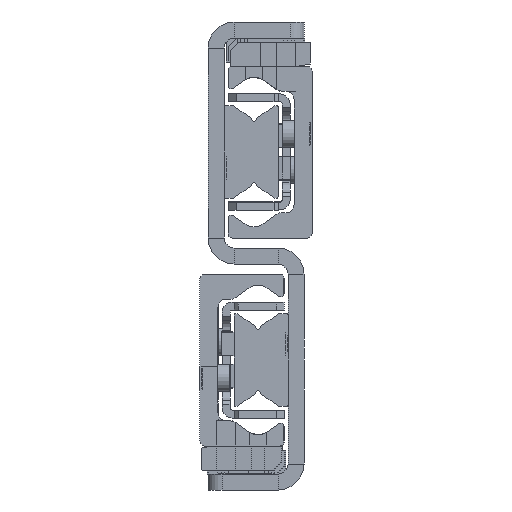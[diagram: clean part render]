
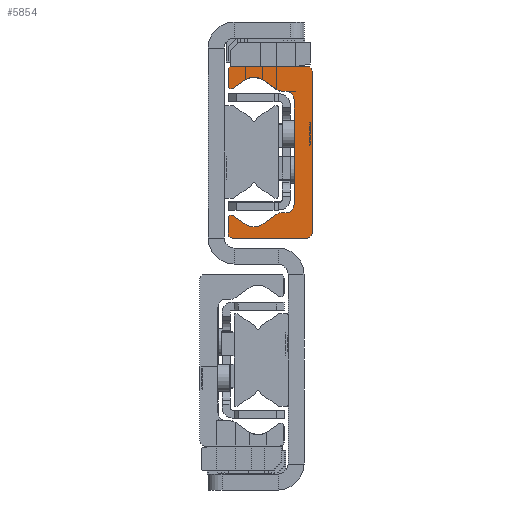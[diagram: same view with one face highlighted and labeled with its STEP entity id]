
A CAD part, left-side view. The second image highlights one B-rep face of the part: STEP entity #5854.
In plain terms, the highlighted planar face has unit normal (-1, 0, 0).
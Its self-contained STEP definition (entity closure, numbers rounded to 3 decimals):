
#4628=CARTESIAN_POINT('',(0.0,6.,-13.2));
#4629=VERTEX_POINT('',#4628);
#4636=CARTESIAN_POINT('',(0.0,4.,-15.2));
#4637=VERTEX_POINT('',#4636);
#4638=CARTESIAN_POINT('',(0.0,4.,-13.2));
#4639=DIRECTION('',(-1.0,0.0,0.0));
#4640=DIRECTION('',(0.0,0.0,1.0));
#4641=AXIS2_PLACEMENT_3D('',#4638,#4639,#4640);
#4642=CIRCLE('',#4641,2.);
#4643=EDGE_CURVE('',#4629,#4637,#4642,.T.);
#4692=CARTESIAN_POINT('',(0.0,2.869,-15.2));
#4693=VERTEX_POINT('',#4692);
#4694=CARTESIAN_POINT('',(0.0,4.,-15.2));
#4695=DIRECTION('',(0.0,-1.0,0.0));
#4696=VECTOR('',#4695,1.131);
#4697=LINE('',#4694,#4696);
#4698=EDGE_CURVE('',#4637,#4693,#4697,.T.);
#4741=CARTESIAN_POINT('',(0.0,1.722,-15.562));
#4742=VERTEX_POINT('',#4741);
#4743=CARTESIAN_POINT('',(0.0,2.869,-17.2));
#4744=DIRECTION('',(1.0,0.0,0.0));
#4745=DIRECTION('',(0.0,0.0,1.0));
#4746=AXIS2_PLACEMENT_3D('',#4743,#4744,#4745);
#4747=CIRCLE('',#4746,2.0);
#4748=EDGE_CURVE('',#4693,#4742,#4747,.T.);
#4947=CARTESIAN_POINT('',(0.0,10.5,20.25));
#4948=VERTEX_POINT('',#4947);
#4955=CARTESIAN_POINT('',(0.0,9.25,21.5));
#4956=VERTEX_POINT('',#4955);
#4957=CARTESIAN_POINT('',(0.0,9.25,20.25));
#4958=DIRECTION('',(1.0,0.0,0.0));
#4959=DIRECTION('',(0.0,1.0,0.0));
#4960=AXIS2_PLACEMENT_3D('',#4957,#4958,#4959);
#4961=CIRCLE('',#4960,1.25);
#4962=EDGE_CURVE('',#4948,#4956,#4961,.T.);
#4986=CARTESIAN_POINT('',(0.0,10.5,-20.25));
#4987=VERTEX_POINT('',#4986);
#4994=CARTESIAN_POINT('',(0.0,10.5,-20.25));
#4995=DIRECTION('',(0.0,0.0,1.0));
#4996=VECTOR('',#4995,40.5);
#4997=LINE('',#4994,#4996);
#4998=EDGE_CURVE('',#4987,#4948,#4997,.T.);
#5072=CARTESIAN_POINT('',(0.0,9.25,-21.5));
#5073=VERTEX_POINT('',#5072);
#5080=CARTESIAN_POINT('',(0.0,9.25,-20.25));
#5081=DIRECTION('',(1.0,0.0,0.0));
#5082=DIRECTION('',(0.0,0.0,-1.0));
#5083=AXIS2_PLACEMENT_3D('',#5080,#5081,#5082);
#5084=CIRCLE('',#5083,1.25);
#5085=EDGE_CURVE('',#5073,#4987,#5084,.T.);
#5104=CARTESIAN_POINT('',(0.0,-9.5,-21.5));
#5105=VERTEX_POINT('',#5104);
#5112=CARTESIAN_POINT('',(0.0,-9.5,-21.5));
#5113=DIRECTION('',(0.0,1.0,0.0));
#5114=VECTOR('',#5113,18.75);
#5115=LINE('',#5112,#5114);
#5116=EDGE_CURVE('',#5105,#5073,#5115,.T.);
#5148=CARTESIAN_POINT('',(0.0,-10.5,-20.5));
#5149=VERTEX_POINT('',#5148);
#5156=CARTESIAN_POINT('',(0.0,-9.5,-20.5));
#5157=DIRECTION('',(1.0,0.0,0.0));
#5158=DIRECTION('',(0.0,-1.0,0.0));
#5159=AXIS2_PLACEMENT_3D('',#5156,#5157,#5158);
#5160=CIRCLE('',#5159,1.);
#5161=EDGE_CURVE('',#5149,#5105,#5160,.T.);
#5180=CARTESIAN_POINT('',(0.0,-10.5,-16.65));
#5181=VERTEX_POINT('',#5180);
#5188=CARTESIAN_POINT('',(0.0,-10.5,-16.65));
#5189=DIRECTION('',(0.0,0.0,-1.0));
#5190=VECTOR('',#5189,3.85);
#5191=LINE('',#5188,#5190);
#5192=EDGE_CURVE('',#5181,#5149,#5191,.T.);
#5212=CARTESIAN_POINT('',(0.0,-9.162,-15.954));
#5213=VERTEX_POINT('',#5212);
#5220=CARTESIAN_POINT('',(0.0,-9.65,-16.65));
#5221=DIRECTION('',(1.0,0.0,0.0));
#5222=DIRECTION('',(0.0,0.574,0.819));
#5223=AXIS2_PLACEMENT_3D('',#5220,#5221,#5222);
#5224=CIRCLE('',#5223,0.85);
#5225=EDGE_CURVE('',#5213,#5181,#5224,.T.);
#5244=CARTESIAN_POINT('',(0.0,-6.294,-17.962));
#5245=VERTEX_POINT('',#5244);
#5252=CARTESIAN_POINT('',(0.0,-6.294,-17.962));
#5253=DIRECTION('',(0.0,-0.819,0.574));
#5254=VECTOR('',#5253,3.501);
#5255=LINE('',#5252,#5254);
#5256=EDGE_CURVE('',#5245,#5213,#5255,.T.);
#5276=CARTESIAN_POINT('',(0.0,-1.706,-17.962));
#5277=VERTEX_POINT('',#5276);
#5284=CARTESIAN_POINT('',(0.0,-4.,-14.685));
#5285=DIRECTION('',(-1.0,0.0,0.0));
#5286=DIRECTION('',(0.0,0.574,0.819));
#5287=AXIS2_PLACEMENT_3D('',#5284,#5285,#5286);
#5288=CIRCLE('',#5287,4.0);
#5289=EDGE_CURVE('',#5277,#5245,#5288,.T.);
#5315=CARTESIAN_POINT('',(0.0,1.722,-15.562));
#5316=DIRECTION('',(0.0,-0.819,-0.574));
#5317=VECTOR('',#5316,4.185);
#5318=LINE('',#5315,#5317);
#5319=EDGE_CURVE('',#4742,#5277,#5318,.T.);
#5374=CARTESIAN_POINT('',(0.0,6.,-10.75));
#5375=VERTEX_POINT('',#5374);
#5382=CARTESIAN_POINT('',(0.0,6.,-10.75));
#5383=DIRECTION('',(0.0,0.0,-1.0));
#5384=VECTOR('',#5383,2.45);
#5385=LINE('',#5382,#5384);
#5386=EDGE_CURVE('',#5375,#4629,#5385,.T.);
#5406=CARTESIAN_POINT('',(0.0,6.,-10.25));
#5407=VERTEX_POINT('',#5406);
#5414=CARTESIAN_POINT('',(0.0,6.,-10.5));
#5415=DIRECTION('',(-1.0,0.0,0.0));
#5416=DIRECTION('',(0.0,0.0,1.0));
#5417=AXIS2_PLACEMENT_3D('',#5414,#5415,#5416);
#5418=CIRCLE('',#5417,0.25);
#5419=EDGE_CURVE('',#5407,#5375,#5418,.T.);
#5438=CARTESIAN_POINT('',(0.0,6.,13.2));
#5439=VERTEX_POINT('',#5438);
#5446=CARTESIAN_POINT('',(0.0,6.,13.2));
#5447=DIRECTION('',(0.0,0.0,-1.0));
#5448=VECTOR('',#5447,23.45);
#5449=LINE('',#5446,#5448);
#5450=EDGE_CURVE('',#5439,#5407,#5449,.T.);
#5524=CARTESIAN_POINT('',(0.0,4.,15.2));
#5525=VERTEX_POINT('',#5524);
#5532=CARTESIAN_POINT('',(0.0,4.,13.2));
#5533=DIRECTION('',(-1.0,0.0,0.0));
#5534=DIRECTION('',(0.0,-1.0,0.0));
#5535=AXIS2_PLACEMENT_3D('',#5532,#5533,#5534);
#5536=CIRCLE('',#5535,2.);
#5537=EDGE_CURVE('',#5525,#5439,#5536,.T.);
#5556=CARTESIAN_POINT('',(0.0,2.869,15.2));
#5557=VERTEX_POINT('',#5556);
#5564=CARTESIAN_POINT('',(0.0,2.869,15.2));
#5565=DIRECTION('',(0.0,1.0,0.0));
#5566=VECTOR('',#5565,1.131);
#5567=LINE('',#5564,#5566);
#5568=EDGE_CURVE('',#5557,#5525,#5567,.T.);
#5588=CARTESIAN_POINT('',(0.0,1.722,15.562));
#5589=VERTEX_POINT('',#5588);
#5596=CARTESIAN_POINT('',(0.0,2.869,17.2));
#5597=DIRECTION('',(1.0,0.0,0.0));
#5598=DIRECTION('',(0.0,-0.574,-0.819));
#5599=AXIS2_PLACEMENT_3D('',#5596,#5597,#5598);
#5600=CIRCLE('',#5599,2.0);
#5601=EDGE_CURVE('',#5589,#5557,#5600,.T.);
#5620=CARTESIAN_POINT('',(0.0,-1.706,17.962));
#5621=VERTEX_POINT('',#5620);
#5628=CARTESIAN_POINT('',(0.0,-1.706,17.962));
#5629=DIRECTION('',(0.0,0.819,-0.574));
#5630=VECTOR('',#5629,4.185);
#5631=LINE('',#5628,#5630);
#5632=EDGE_CURVE('',#5621,#5589,#5631,.T.);
#5652=CARTESIAN_POINT('',(0.0,-6.294,17.962));
#5653=VERTEX_POINT('',#5652);
#5660=CARTESIAN_POINT('',(0.0,-4.,14.685));
#5661=DIRECTION('',(-1.0,0.0,0.0));
#5662=DIRECTION('',(0.0,-0.574,-0.819));
#5663=AXIS2_PLACEMENT_3D('',#5660,#5661,#5662);
#5664=CIRCLE('',#5663,4.0);
#5665=EDGE_CURVE('',#5653,#5621,#5664,.T.);
#5684=CARTESIAN_POINT('',(0.0,-9.162,15.954));
#5685=VERTEX_POINT('',#5684);
#5692=CARTESIAN_POINT('',(0.0,-9.162,15.954));
#5693=DIRECTION('',(0.0,0.819,0.574));
#5694=VECTOR('',#5693,3.501);
#5695=LINE('',#5692,#5694);
#5696=EDGE_CURVE('',#5685,#5653,#5695,.T.);
#5716=CARTESIAN_POINT('',(0.0,-10.5,16.65));
#5717=VERTEX_POINT('',#5716);
#5724=CARTESIAN_POINT('',(0.0,-9.65,16.65));
#5725=DIRECTION('',(1.0,0.0,0.0));
#5726=DIRECTION('',(0.0,-1.0,0.0));
#5727=AXIS2_PLACEMENT_3D('',#5724,#5725,#5726);
#5728=CIRCLE('',#5727,0.85);
#5729=EDGE_CURVE('',#5717,#5685,#5728,.T.);
#5748=CARTESIAN_POINT('',(0.0,-10.5,20.5));
#5749=VERTEX_POINT('',#5748);
#5756=CARTESIAN_POINT('',(0.0,-10.5,20.5));
#5757=DIRECTION('',(0.0,0.0,-1.0));
#5758=VECTOR('',#5757,3.85);
#5759=LINE('',#5756,#5758);
#5760=EDGE_CURVE('',#5749,#5717,#5759,.T.);
#5780=CARTESIAN_POINT('',(0.0,-9.5,21.5));
#5781=VERTEX_POINT('',#5780);
#5788=CARTESIAN_POINT('',(0.0,-9.5,20.5));
#5789=DIRECTION('',(1.0,0.0,0.0));
#5790=DIRECTION('',(0.0,0.0,1.0));
#5791=AXIS2_PLACEMENT_3D('',#5788,#5789,#5790);
#5792=CIRCLE('',#5791,1.);
#5793=EDGE_CURVE('',#5781,#5749,#5792,.T.);
#5811=CARTESIAN_POINT('',(0.0,9.25,21.5));
#5812=DIRECTION('',(0.0,-1.0,0.0));
#5813=VECTOR('',#5812,18.75);
#5814=LINE('',#5811,#5813);
#5815=EDGE_CURVE('',#4956,#5781,#5814,.T.);
#5821=CARTESIAN_POINT('',(0.0,2.66,-0.019));
#5822=DIRECTION('',(1.0,0.0,0.0));
#5823=DIRECTION('',(0.0,0.0,-1.0));
#5824=AXIS2_PLACEMENT_3D('',#5821,#5822,#5823);
#5825=PLANE('',#5824);
#5826=ORIENTED_EDGE('',*,*,#5815,.F.);
#5827=ORIENTED_EDGE('',*,*,#4962,.F.);
#5828=ORIENTED_EDGE('',*,*,#4998,.F.);
#5829=ORIENTED_EDGE('',*,*,#5085,.F.);
#5830=ORIENTED_EDGE('',*,*,#5116,.F.);
#5831=ORIENTED_EDGE('',*,*,#5161,.F.);
#5832=ORIENTED_EDGE('',*,*,#5192,.F.);
#5833=ORIENTED_EDGE('',*,*,#5225,.F.);
#5834=ORIENTED_EDGE('',*,*,#5256,.F.);
#5835=ORIENTED_EDGE('',*,*,#5289,.F.);
#5836=ORIENTED_EDGE('',*,*,#5319,.F.);
#5837=ORIENTED_EDGE('',*,*,#4748,.F.);
#5838=ORIENTED_EDGE('',*,*,#4698,.F.);
#5839=ORIENTED_EDGE('',*,*,#4643,.F.);
#5840=ORIENTED_EDGE('',*,*,#5386,.F.);
#5841=ORIENTED_EDGE('',*,*,#5419,.F.);
#5842=ORIENTED_EDGE('',*,*,#5450,.F.);
#5843=ORIENTED_EDGE('',*,*,#5537,.F.);
#5844=ORIENTED_EDGE('',*,*,#5568,.F.);
#5845=ORIENTED_EDGE('',*,*,#5601,.F.);
#5846=ORIENTED_EDGE('',*,*,#5632,.F.);
#5847=ORIENTED_EDGE('',*,*,#5665,.F.);
#5848=ORIENTED_EDGE('',*,*,#5696,.F.);
#5849=ORIENTED_EDGE('',*,*,#5729,.F.);
#5850=ORIENTED_EDGE('',*,*,#5760,.F.);
#5851=ORIENTED_EDGE('',*,*,#5793,.F.);
#5852=EDGE_LOOP('',(#5826,#5827,#5828,#5829,#5830,#5831,#5832,#5833,#5834,#5835,#5836,#5837,#5838,#5839,#5840,#5841,#5842,#5843,#5844,#5845,#5846,#5847,#5848,#5849,#5850,#5851));
#5853=FACE_OUTER_BOUND('',#5852,.T.);
#5854=ADVANCED_FACE('',(#5853),#5825,.F.);
